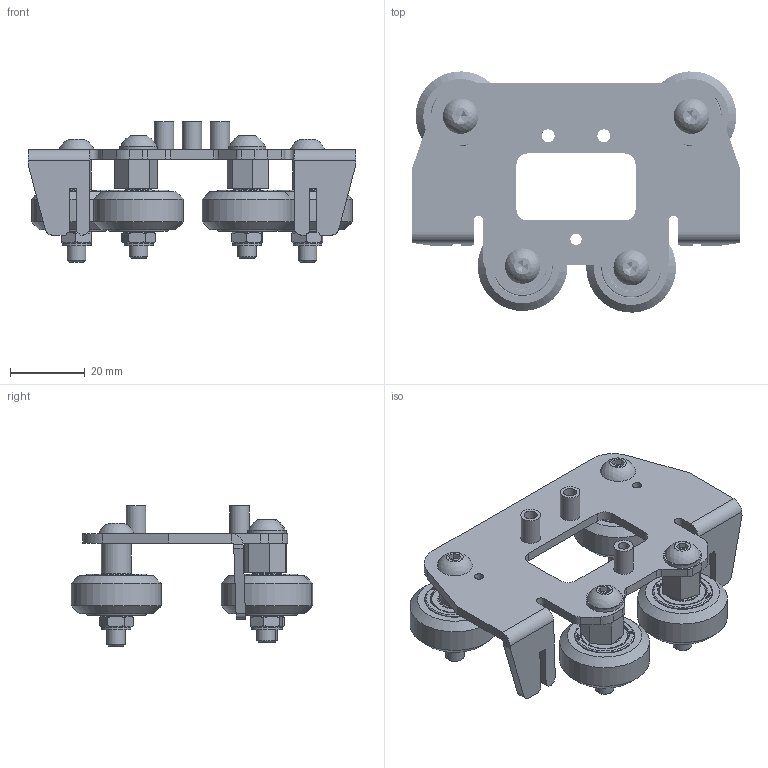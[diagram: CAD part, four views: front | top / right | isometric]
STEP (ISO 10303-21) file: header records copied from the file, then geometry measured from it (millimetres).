
FILE_DESCRIPTION(/* description */ (''),/* implementation_level */ '2;1');
FILE_NAME(/* name */ 'Neptune 3 Max_Fixing Plate_v2.step',/* time_stamp */ '2025-04-08T13:45:08-04:00',/* author */ (''),/* organization */ (''),/* preprocessor_version */ 'ST-DEVELOPER v20.1',/* originating_system */ 'Autodesk Translation Framework v14.4.0.0',/* authorisation */ '');
FILE_SCHEMA (('AUTOMOTIVE_DESIGN { 1 0 10303 214 3 1 1 }'));
Length unit declared in the file: millimetre
Products named in the file (26): Neptune 3 Max_Fixing Plate; Fixing Plate_Extruder(Ä¬ÈÏ) (1); Metal Spacer_H8.35 (1); V-slot Wheel kit (12) (1); V-slot Wheel kit (13) (1); Metal Eccentric Spacer (1); V-slot Wheel kit (14) (1); V-slot Wheel kit (15) (1); POM V-slot Wheel (1); 625zz Bearing (14); 625zz Bearing (1) (1); 625zz Bearing (2) (1); 625zz Bearing (3) (1); 625zz Bearing (4) (1); 625zz Bearing (5) (1); 625zz Bearing (6) (1); 625zz Bearing (7) (1); 625zz Bearing (8) (1); 625zz Bearing (9) (1); 625zz Bearing (10) (1); 625zz Bearing (11) (1); 625zz Bearing (12) (1); 625zz Bearing (13) (1); Flat Washer_M5-V-slot Wheel (1); Hexagon Socket Button Head screw_M5x30 (1); Self-locking nut_M5(2) (1)
Assembly tree (139 placements, depth 3):
  Neptune 3 Max_Fixing Plate
    Fixing Plate_Extruder(Ä¬ÈÏ) (1)
    Metal Spacer_H8.35 (1)  x2
    V-slot Wheel kit (12) (1)
      POM V-slot Wheel (1)
      625zz Bearing (14)  x2
      625zz Bearing (1) (1)  x2
      625zz Bearing (2) (1)  x2
      625zz Bearing (3) (1)  x2
      625zz Bearing (4) (1)  x2
      625zz Bearing (5) (1)  x2
      625zz Bearing (6) (1)  x2
      625zz Bearing (7) (1)  x2
      625zz Bearing (8) (1)  x2
      625zz Bearing (9) (1)  x2
      625zz Bearing (10) (1)  x2
      625zz Bearing (11) (1)  x2
      625zz Bearing (12) (1)  x2
      625zz Bearing (13) (1)  x2
      Flat Washer_M5-V-slot Wheel (1)
    V-slot Wheel kit (13) (1)
      POM V-slot Wheel (1)
      625zz Bearing (14)  x2
      625zz Bearing (1) (1)  x2
      625zz Bearing (2) (1)  x2
      625zz Bearing (3) (1)  x2
      625zz Bearing (4) (1)  x2
      625zz Bearing (5) (1)  x2
      625zz Bearing (6) (1)  x2
      625zz Bearing (7) (1)  x2
      625zz Bearing (8) (1)  x2
      625zz Bearing (9) (1)  x2
      625zz Bearing (10) (1)  x2
      625zz Bearing (11) (1)  x2
      625zz Bearing (12) (1)  x2
      625zz Bearing (13) (1)  x2
      Flat Washer_M5-V-slot Wheel (1)
    Hexagon Socket Button Head screw_M5x30 (1)  x4
    Self-locking nut_M5(2) (1)  x4
    Metal Eccentric Spacer (1)  x2
    V-slot Wheel kit (14) (1)
      POM V-slot Wheel (1)
      625zz Bearing (14)  x2
      625zz Bearing (1) (1)  x2
      625zz Bearing (2) (1)  x2
      625zz Bearing (3) (1)  x2
      625zz Bearing (4) (1)  x2
      625zz Bearing (5) (1)  x2
      625zz Bearing (6) (1)  x2
      625zz Bearing (7) (1)  x2
      625zz Bearing (8) (1)  x2
      625zz Bearing (9) (1)  x2
      625zz Bearing (10) (1)  x2
      625zz Bearing (11) (1)  x2
      625zz Bearing (12) (1)  x2
      625zz Bearing (13) (1)  x2
      Flat Washer_M5-V-slot Wheel (1)
    V-slot Wheel kit (15) (1)
      POM V-slot Wheel (1)
      625zz Bearing (14)  x2
Bounding box: 88 x 64.75 x 37.7 mm (x, y, z)
Volume: 30005.3 mm3; surface area: 37126.6 mm2
Topology: 135 solids, 135 shells, 2007 faces, 5660 edges, 3706 vertices
Faces by surface type: plane 993, cylinder 386, sphere 292, cone 164, torus 148, bspline 24
Full cylindrical faces by diameter (mm): 0.197 x8, 0.277 x8, 2.5 x2, 3 x1, 3.5 x2, 4.134 x4, 5 x20, 5.1 x2, 5.2 x1, 5.3 x2, 5.5 x2, 7.2 x6, 7.78 x8, 8 x2, 8.4 x16, 8.925 x8, 8.964 x16, 10 x6, 12.075 x8, 12.6 x16, 13.134 x16, 13.6 x4, 16 x16, 24.1 x4
Entity records: 15206 total; most frequent: CARTESIAN_POINT 3968, DIRECTION 2273, ORIENTED_EDGE 1882, EDGE_CURVE 941, AXIS2_PLACEMENT_3D 905, VERTEX_POINT 650, EDGE_LOOP 467, LINE 463
